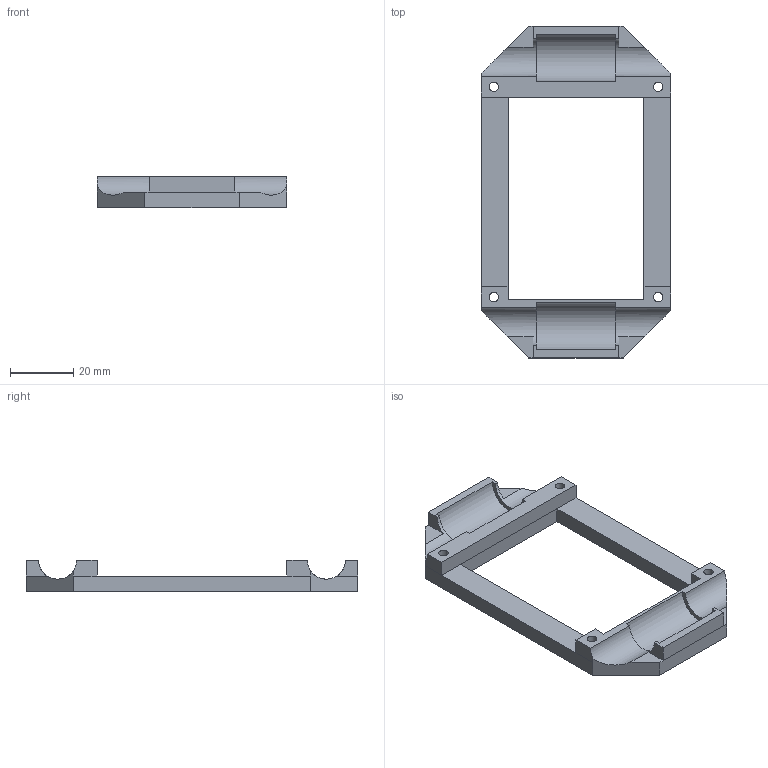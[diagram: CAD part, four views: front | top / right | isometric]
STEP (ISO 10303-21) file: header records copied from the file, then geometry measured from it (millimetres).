
FILE_DESCRIPTION(('FreeCAD Model'),'2;1');
FILE_NAME('X-Carrage_Back.step', '2017-04-08T19:35:24',('Author'),(''), 'Open CASCADE STEP processor 6.8','FreeCAD','Unknown');
FILE_SCHEMA(('AUTOMOTIVE_DESIGN_CC2 { 1 2 10303 214 -1 1 5 4 }'));
Length unit declared in the file: millimetre
Products named in the file (2): ASSEMBLY; Chamfer
Assembly tree (1 placements, depth 2):
  ASSEMBLY
    Chamfer
Bounding box: 60 x 105 x 10 mm (x, y, z)
Volume: 18023 mm3; surface area: 10995.1 mm2
Topology: 1 solids, 1 shells, 53 faces, 142 edges, 90 vertices
Faces by surface type: plane 43, cylinder 10
Full cylindrical faces by diameter (mm): 3 x4
Entity records: 3555 total; most frequent: CARTESIAN_POINT 699, DIRECTION 514, LINE 330, VECTOR 330, ORIENTED_EDGE 284, PCURVE 284, DEFINITIONAL_REPRESENTATION 284, EDGE_CURVE 142
